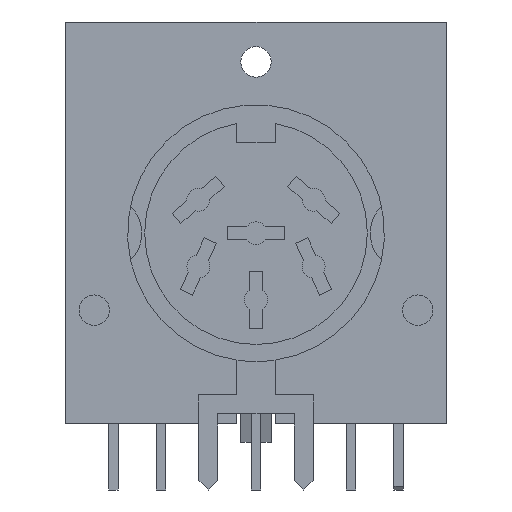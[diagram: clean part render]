
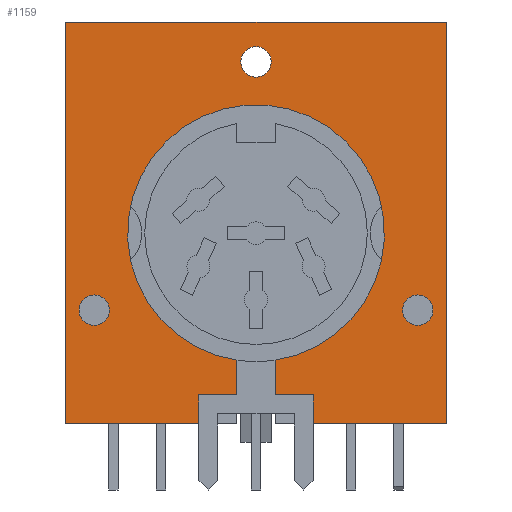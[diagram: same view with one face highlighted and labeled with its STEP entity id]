
A CAD part, front view. The second image highlights one B-rep face of the part: STEP entity #1159.
In plain terms, the highlighted planar face has unit normal (0, -1, 0).
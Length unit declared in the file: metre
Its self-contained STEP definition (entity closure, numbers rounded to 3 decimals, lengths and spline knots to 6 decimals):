
#1129 = EDGE_CURVE( '', #3160, #3160, #3161, .T. );
#1159 = ADVANCED_FACE( '', ( #3215, #3216, #3217, #3218 ), #3219, .F. );
#1257 = EDGE_CURVE( '', #3386, #3386, #3387, .T. );
#1301 = EDGE_CURVE( '', #3464, #3354, #3465, .T. );
#1389 = EDGE_CURVE( '', #3588, #3611, #3612, .T. );
#1495 = EDGE_CURVE( '', #3777, #3778, #3779, .T. );
#1553 = EDGE_CURVE( '', #3595, #3867, #3868, .T. );
#1591 = EDGE_CURVE( '', #3921, #3588, #3922, .T. );
#1739 = EDGE_CURVE( '', #3354, #4136, #4137, .T. );
#1837 = EDGE_CURVE( '', #3179, #3778, #4274, .T. );
#1927 = EDGE_CURVE( '', #3595, #4136, #4395, .T. );
#2031 = EDGE_CURVE( '', #3867, #3179, #4530, .T. );
#2143 = EDGE_CURVE( '', #3777, #3921, #4681, .T. );
#2207 = EDGE_CURVE( '', #4103, #3464, #4763, .T. );
#2355 = EDGE_CURVE( '', #4951, #4951, #4952, .T. );
#2523 = EDGE_CURVE( '', #4103, #3611, #5153, .T. );
#3160 = VERTEX_POINT( '', #5942 );
#3161 = CIRCLE( '', #5943, 0.0008 );
#3179 = VERTEX_POINT( '', #5970 );
#3215 = FACE_BOUND( '', #6021, .T. );
#3216 = FACE_BOUND( '', #6022, .T. );
#3217 = FACE_OUTER_BOUND( '', #6023, .T. );
#3218 = FACE_BOUND( '', #6024, .T. );
#3219 = PLANE( '', #6025 );
#3354 = VERTEX_POINT( '', #6209 );
#3386 = VERTEX_POINT( '', #6251 );
#3387 = CIRCLE( '', #6252, 0.0008 );
#3464 = VERTEX_POINT( '', #6360 );
#3465 = LINE( '', #6361, #6362 );
#3588 = VERTEX_POINT( '', #6534 );
#3595 = VERTEX_POINT( '', #6543 );
#3611 = VERTEX_POINT( '', #6567 );
#3612 = LINE( '', #6568, #6569 );
#3777 = VERTEX_POINT( '', #6806 );
#3778 = VERTEX_POINT( '', #6807 );
#3779 = LINE( '', #6808, #6809 );
#3867 = VERTEX_POINT( '', #6932 );
#3868 = LINE( '', #6933, #6934 );
#3921 = VERTEX_POINT( '', #7017 );
#3922 = LINE( '', #7018, #7019 );
#4103 = VERTEX_POINT( '', #7292 );
#4136 = VERTEX_POINT( '', #7338 );
#4137 = LINE( '', #7339, #7340 );
#4274 = LINE( '', #7547, #7548 );
#4395 = CIRCLE( '', #7731, 0.00675 );
#4530 = LINE( '', #7940, #7941 );
#4681 = LINE( '', #8166, #8167 );
#4763 = LINE( '', #8289, #8290 );
#4951 = VERTEX_POINT( '', #8573 );
#4952 = CIRCLE( '', #8574, 0.0008 );
#5153 = LINE( '', #8890, #8891 );
#5942 = CARTESIAN_POINT( '', ( 0., -0.006632, 0.0198 ) );
#5943 = AXIS2_PLACEMENT_3D( '', #9792, #9793, #9794 );
#5970 = CARTESIAN_POINT( '', ( 0.003, -0.006632, 0.0015 ) );
#6021 = EDGE_LOOP( '', ( #9823 ) );
#6022 = EDGE_LOOP( '', ( #9824 ) );
#6023 = EDGE_LOOP( '', ( #9825, #9826, #9827, #9828, #9829, #9830, #9831, #9832, #9833, #9834, #9835, #9836 ) );
#6024 = EDGE_LOOP( '', ( #9837 ) );
#6025 = AXIS2_PLACEMENT_3D( '', #9838, #9839, #9840 );
#6209 = CARTESIAN_POINT( '', ( -0.001, -0.006632, 0.0015 ) );
#6251 = CARTESIAN_POINT( '', ( 0.0085, -0.006632, 0.00675 ) );
#6252 = AXIS2_PLACEMENT_3D( '', #10028, #10029, #10030 );
#6360 = CARTESIAN_POINT( '', ( -0.003, -0.006632, 0.0015 ) );
#6361 = CARTESIAN_POINT( '', ( 0.059216, -0.006632, 0.0015 ) );
#6362 = VECTOR( '', #10090, 1. );
#6534 = CARTESIAN_POINT( '', ( -0.01, -0.006632, 0.0211 ) );
#6543 = CARTESIAN_POINT( '', ( 0.001, -0.006632, 0.003325 ) );
#6567 = CARTESIAN_POINT( '', ( -0.01, -0.006632, 0. ) );
#6568 = CARTESIAN_POINT( '', ( -0.01, -0.006632, 0.0214 ) );
#6569 = VECTOR( '', #10236, 1. );
#6806 = CARTESIAN_POINT( '', ( 0.01, -0.006632, 0. ) );
#6807 = CARTESIAN_POINT( '', ( 0.003, -0.006632, 0. ) );
#6808 = CARTESIAN_POINT( '', ( 0.059216, -0.006632, 0. ) );
#6809 = VECTOR( '', #10413, 1. );
#6932 = CARTESIAN_POINT( '', ( 0.001, -0.006632, 0.0015 ) );
#6933 = CARTESIAN_POINT( '', ( 0.001, -0.006632, 0.0214 ) );
#6934 = VECTOR( '', #10516, 1. );
#7017 = CARTESIAN_POINT( '', ( 0.01, -0.006632, 0.0211 ) );
#7018 = CARTESIAN_POINT( '', ( 0.059216, -0.006632, 0.0211 ) );
#7019 = VECTOR( '', #10558, 1. );
#7292 = CARTESIAN_POINT( '', ( -0.003, -0.006632, 0. ) );
#7338 = CARTESIAN_POINT( '', ( -0.001, -0.006632, 0.003325 ) );
#7339 = CARTESIAN_POINT( '', ( -0.001, -0.006632, 0.0214 ) );
#7340 = VECTOR( '', #10832, 1. );
#7547 = CARTESIAN_POINT( '', ( 0.003, -0.006632, 0.0214 ) );
#7548 = VECTOR( '', #10966, 1. );
#7731 = AXIS2_PLACEMENT_3D( '', #11102, #11103, #11104 );
#7940 = CARTESIAN_POINT( '', ( 0.059216, -0.006632, 0.0015 ) );
#7941 = VECTOR( '', #11263, 1. );
#8166 = CARTESIAN_POINT( '', ( 0.01, -0.006632, 0.0214 ) );
#8167 = VECTOR( '', #11439, 1. );
#8289 = CARTESIAN_POINT( '', ( -0.003, -0.006632, 0.0214 ) );
#8290 = VECTOR( '', #11552, 1. );
#8573 = CARTESIAN_POINT( '', ( -0.0085, -0.006632, 0.00675 ) );
#8574 = AXIS2_PLACEMENT_3D( '', #11845, #11846, #11847 );
#8890 = CARTESIAN_POINT( '', ( 0.059216, -0.006632, 0. ) );
#8891 = VECTOR( '', #12124, 1. );
#9792 = CARTESIAN_POINT( '', ( 0., -0.006632, 0.019 ) );
#9793 = DIRECTION( '', ( 0., -1., 0. ) );
#9794 = DIRECTION( '', ( 0., 0., 1. ) );
#9823 = ORIENTED_EDGE( '', *, *, #2355, .F. );
#9824 = ORIENTED_EDGE( '', *, *, #1129, .F. );
#9825 = ORIENTED_EDGE( '', *, *, #1495, .F. );
#9826 = ORIENTED_EDGE( '', *, *, #2143, .T. );
#9827 = ORIENTED_EDGE( '', *, *, #1591, .T. );
#9828 = ORIENTED_EDGE( '', *, *, #1389, .T. );
#9829 = ORIENTED_EDGE( '', *, *, #2523, .F. );
#9830 = ORIENTED_EDGE( '', *, *, #2207, .T. );
#9831 = ORIENTED_EDGE( '', *, *, #1301, .T. );
#9832 = ORIENTED_EDGE( '', *, *, #1739, .T. );
#9833 = ORIENTED_EDGE( '', *, *, #1927, .F. );
#9834 = ORIENTED_EDGE( '', *, *, #1553, .T. );
#9835 = ORIENTED_EDGE( '', *, *, #2031, .T. );
#9836 = ORIENTED_EDGE( '', *, *, #1837, .T. );
#9837 = ORIENTED_EDGE( '', *, *, #1257, .F. );
#9838 = CARTESIAN_POINT( '', ( 0.059216, -0.006632, 0.0214 ) );
#9839 = DIRECTION( '', ( 0., 1., 0. ) );
#9840 = DIRECTION( '', ( 1., 0., 0. ) );
#10028 = CARTESIAN_POINT( '', ( 0.0085, -0.006632, 0.00595 ) );
#10029 = DIRECTION( '', ( 0., -1., 0. ) );
#10030 = DIRECTION( '', ( 0., 0., 1. ) );
#10090 = DIRECTION( '', ( 1., 0., 0. ) );
#10236 = DIRECTION( '', ( 0., 0., -1. ) );
#10413 = DIRECTION( '', ( -1., 0., 0. ) );
#10516 = DIRECTION( '', ( 0., 0., -1. ) );
#10558 = DIRECTION( '', ( -1., 0., 0. ) );
#10832 = DIRECTION( '', ( 0., 0., 1. ) );
#10966 = DIRECTION( '', ( 0., 0., -1. ) );
#11102 = CARTESIAN_POINT( '', ( 0., -0.006632, 0.01 ) );
#11103 = DIRECTION( '', ( 0., -1., 0. ) );
#11104 = DIRECTION( '', ( 0., 0., 1. ) );
#11263 = DIRECTION( '', ( 1., 0., 0. ) );
#11439 = DIRECTION( '', ( 0., 0., 1. ) );
#11552 = DIRECTION( '', ( 0., 0., 1. ) );
#11845 = CARTESIAN_POINT( '', ( -0.0085, -0.006632, 0.00595 ) );
#11846 = DIRECTION( '', ( 0., -1., 0. ) );
#11847 = DIRECTION( '', ( 0., 0., 1. ) );
#12124 = DIRECTION( '', ( -1., 0., 0. ) );
